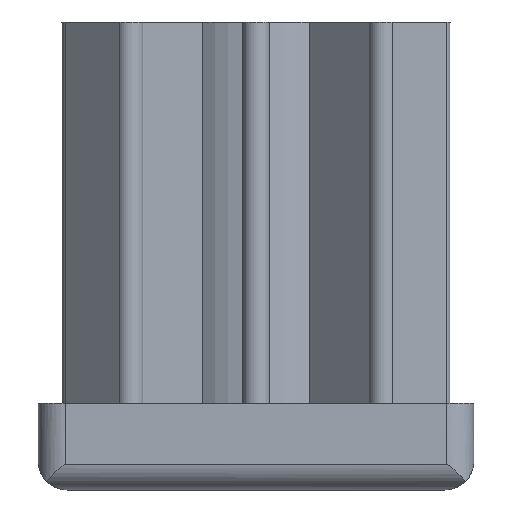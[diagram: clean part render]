
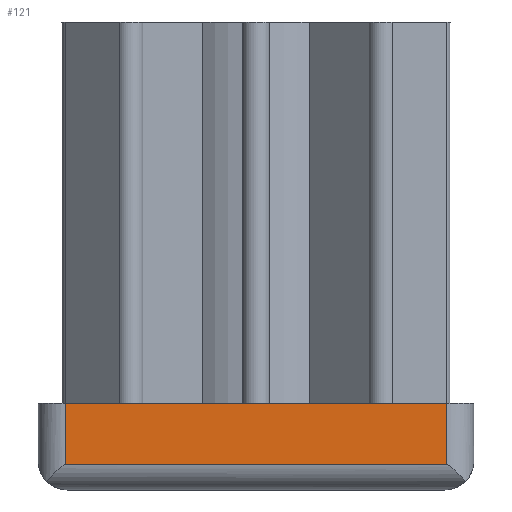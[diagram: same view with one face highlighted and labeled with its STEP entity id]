
A CAD part, left-side view. The second image highlights one B-rep face of the part: STEP entity #121.
In plain terms, the highlighted planar face has unit normal (-1, 0, 0).
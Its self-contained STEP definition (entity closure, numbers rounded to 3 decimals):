
#121 = ADVANCED_FACE( '', ( #290 ), #291, .F. );
#290 = FACE_OUTER_BOUND( '', #505, .T. );
#291 = PLANE( '', #506 );
#505 = EDGE_LOOP( '', ( #883, #884, #885, #886 ) );
#506 = AXIS2_PLACEMENT_3D( '', #887, #888, #889 );
#883 = ORIENTED_EDGE( '', *, *, #1453, .T. );
#884 = ORIENTED_EDGE( '', *, *, #1454, .T. );
#885 = ORIENTED_EDGE( '', *, *, #1455, .F. );
#886 = ORIENTED_EDGE( '', *, *, #1304, .F. );
#887 = CARTESIAN_POINT( '', ( -20., 17.5, 8. ) );
#888 = DIRECTION( '', ( 1., 0., 0. ) );
#889 = DIRECTION( '', ( 0., 0., -1. ) );
#1304 = EDGE_CURVE( '', #1556, #1557, #1558, .T. );
#1453 = EDGE_CURVE( '', #1556, #1820, #1821, .T. );
#1454 = EDGE_CURVE( '', #1820, #1822, #1823, .T. );
#1455 = EDGE_CURVE( '', #1557, #1822, #1824, .T. );
#1556 = VERTEX_POINT( '', #1933 );
#1557 = VERTEX_POINT( '', #1934 );
#1558 = LINE( '', #1935, #1936 );
#1820 = VERTEX_POINT( '', #2328 );
#1821 = LINE( '', #2329, #2330 );
#1822 = VERTEX_POINT( '', #2331 );
#1823 = LINE( '', #2332, #2333 );
#1824 = LINE( '', #2334, #2335 );
#1933 = CARTESIAN_POINT( '', ( -20., 17.5, 8. ) );
#1934 = CARTESIAN_POINT( '', ( -20., -17.5, 8. ) );
#1935 = CARTESIAN_POINT( '', ( -20., 17.5, 8. ) );
#1936 = VECTOR( '', #2569, 1000. );
#2328 = CARTESIAN_POINT( '', ( -20., 17.5, 2.331 ) );
#2329 = CARTESIAN_POINT( '', ( -20., 17.5, 8. ) );
#2330 = VECTOR( '', #2793, 1000. );
#2331 = CARTESIAN_POINT( '', ( -20., -17.5, 2.331 ) );
#2332 = CARTESIAN_POINT( '', ( -20., 48., 2.331 ) );
#2333 = VECTOR( '', #2794, 1000. );
#2334 = CARTESIAN_POINT( '', ( -20., -17.5, 8. ) );
#2335 = VECTOR( '', #2795, 1000. );
#2569 = DIRECTION( '', ( 0., -1., 0. ) );
#2793 = DIRECTION( '', ( 0., 0., -1. ) );
#2794 = DIRECTION( '', ( 0., -1., 0. ) );
#2795 = DIRECTION( '', ( 0., 0., -1. ) );
